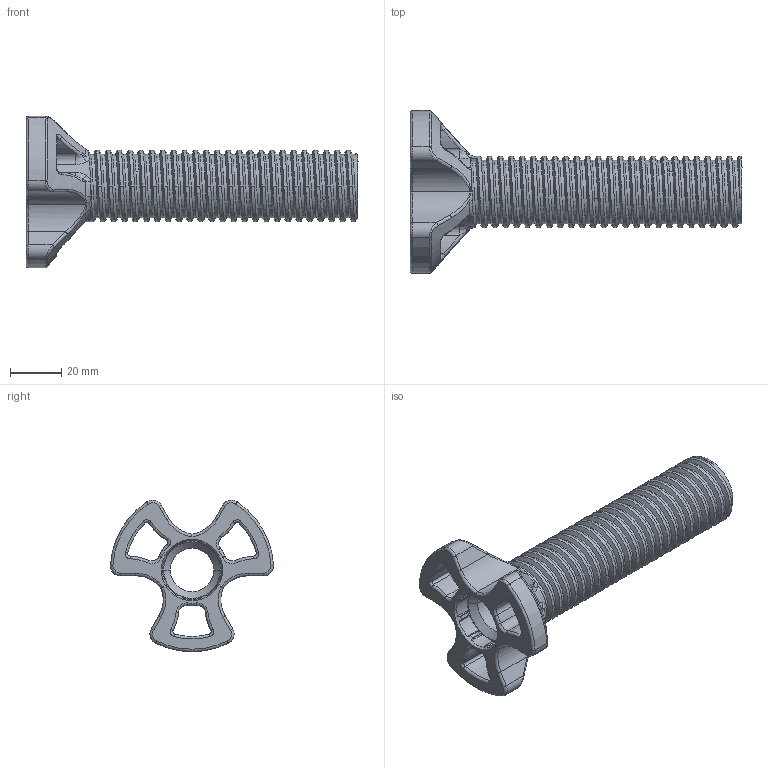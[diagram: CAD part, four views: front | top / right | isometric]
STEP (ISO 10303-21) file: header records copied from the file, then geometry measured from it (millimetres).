
FILE_DESCRIPTION((''),'2;1');
FILE_NAME('SPULENHALTER_LINKS','2018-02-01T',('Markus'),(''),'CREO PARAMETRIC BY PTC INC, 2014440','CREO PARAMETRIC BY PTC INC, 2014440','');
FILE_SCHEMA(('CONFIG_CONTROL_DESIGN'));
Length unit declared in the file: millimetre
Products named in the file (1): SPULENHALTER_LINKS
Bounding box: 130 x 63.88 x 59.33 mm (x, y, z)
Volume: 57818.4 mm3; surface area: 27991.5 mm2
Topology: 1 solids, 1 shells, 357 faces, 916 edges, 560 vertices
Faces by surface type: cylinder 161, bspline 78, torus 50, plane 43, cone 25
Entity records: 29857 total; most frequent: CARTESIAN_POINT 22003, ORIENTED_EDGE 1832, DIRECTION 1386, EDGE_CURVE 916, AXIS2_PLACEMENT_3D 576, VERTEX_POINT 560, B_SPLINE_CURVE_WITH_KNOTS 385, EDGE_LOOP 364
